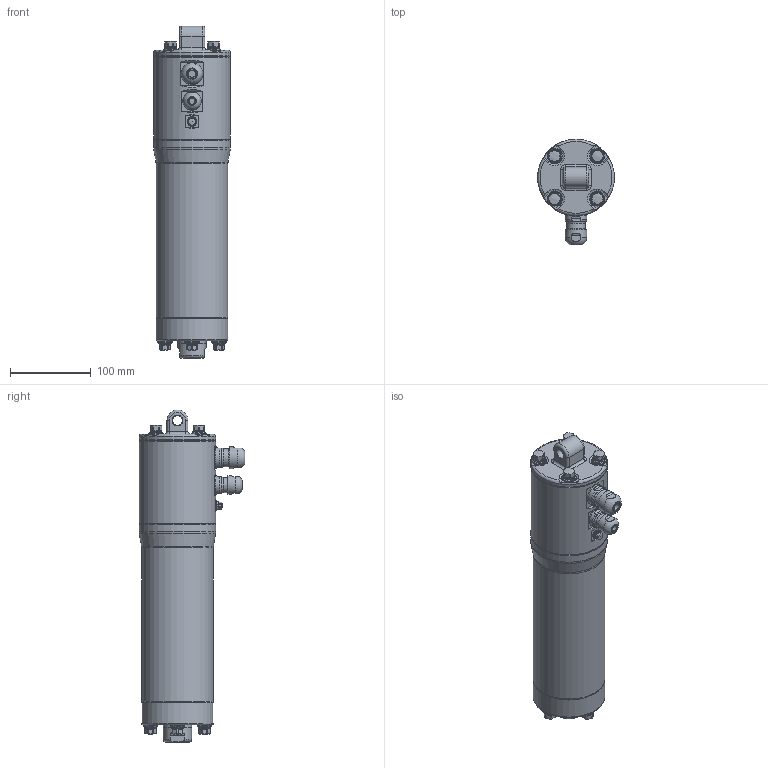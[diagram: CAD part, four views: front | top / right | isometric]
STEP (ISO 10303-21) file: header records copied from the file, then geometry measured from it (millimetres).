
FILE_DESCRIPTION (( 'STEP AP203' ), '1' );
FILE_NAME ('IMAS-484964-1.step', '2025-03-28T20:56:02', ( '' ), ( '' ), 'SwSTEP 2.0', 'SolidWorks 2024', '' );
FILE_SCHEMA (( 'CONFIG_CONTROL_DESIGN' ));
Length unit declared in the file: inch
Products named in the file (3): tempJoin1_26339075_IMAS-484964-1; IMAS-484964-1; Base_IMAS-484964-1
Assembly tree (2 placements, depth 2):
  IMAS-484964-1
    tempJoin1_26339075_IMAS-484964-1
    Base_IMAS-484964-1
Bounding box: 95.25 x 131.39 x 411.81 mm (x, y, z)
Volume: 2394178.2 mm3; surface area: 188755.2 mm2
Topology: 2 solids, 7 shells, 399 faces, 999 edges, 652 vertices
Faces by surface type: cylinder 183, plane 128, torus 44, cone 29, sphere 9, bspline 6
Full cylindrical faces by diameter (mm): 3.36 x1, 6.35 x1, 7.5 x1, 7.874 x1, 8 x4, 9 x1, 9.3 x1, 10.7 x1, 12.022 x1, 12.3 x1, 13.6 x1, 16.2 x1, 16.9 x8, 18.526 x1, 18.7 x1, 22.7 x1, 22.76 x1, 22.8 x2, 26.76 x1, 26.8 x2, 34.183 x1, 35.001 x1, 35.016 x2, 35.1 x1, 35.179 x1, 41.224 x2, 88.946 x1, 89 x2, 92.38 x2, 95.25 x3
Entity records: 13417 total; most frequent: CARTESIAN_POINT 4443, DIRECTION 1780, ORIENTED_EDGE 1684, EDGE_CURVE 842, AXIS2_PLACEMENT_3D 765, VERTEX_POINT 604, EDGE_LOOP 556, FACE_OUTER_BOUND 482
